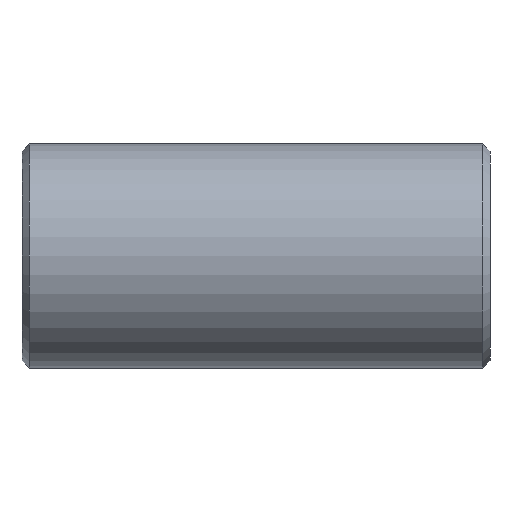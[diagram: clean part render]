
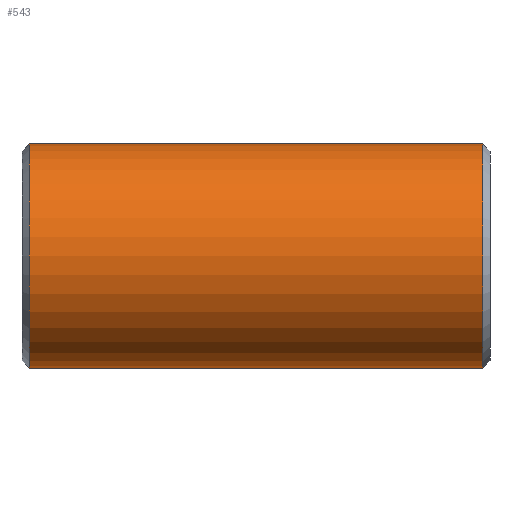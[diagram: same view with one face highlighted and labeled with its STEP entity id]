
A CAD part, front view. The second image highlights one B-rep face of the part: STEP entity #543.
In plain terms, the highlighted cylindrical face has radius 36.513 mm (diameter 73.025 mm), a partial arc.
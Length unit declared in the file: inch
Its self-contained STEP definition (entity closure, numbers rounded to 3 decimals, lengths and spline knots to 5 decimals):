
#5 = CARTESIAN_POINT ( 'NONE',  ( 2.908, 0., -1.4375 ) ) ;
#27 = EDGE_CURVE ( 'NONE', #607, #637, #708, .T. ) ;
#32 = CARTESIAN_POINT ( 'NONE',  ( 3., 0., 0. ) ) ;
#34 = VERTEX_POINT ( 'NONE', #190 ) ;
#38 = FACE_OUTER_BOUND ( 'NONE', #671, .T. ) ;
#43 = DIRECTION ( 'NONE',  ( 1., 0., 0. ) ) ;
#58 = DIRECTION ( 'NONE',  ( -1., 0., 0. ) ) ;
#76 = AXIS2_PLACEMENT_3D ( 'NONE', #372, #429, #434 ) ;
#84 = CARTESIAN_POINT ( 'NONE',  ( -2.908, 0., 0. ) ) ;
#93 = ORIENTED_EDGE ( 'NONE', *, *, #661, .T. ) ;
#190 = CARTESIAN_POINT ( 'NONE',  ( -2.908, 0., 1.4375 ) ) ;
#193 = DIRECTION ( 'NONE',  ( -1., 0., 0. ) ) ;
#211 = VERTEX_POINT ( 'NONE', #451 ) ;
#232 = CIRCLE ( 'NONE', #266, 1.4375 ) ;
#256 = DIRECTION ( 'NONE',  ( 0., 0., 1. ) ) ;
#259 = DIRECTION ( 'NONE',  ( -1., 0., 0. ) ) ;
#266 = AXIS2_PLACEMENT_3D ( 'NONE', #84, #43, #256 ) ;
#269 = ORIENTED_EDGE ( 'NONE', *, *, #27, .F. ) ;
#372 = CARTESIAN_POINT ( 'NONE',  ( 2.908, 0., 0. ) ) ;
#401 = EDGE_CURVE ( 'NONE', #607, #211, #598, .T. ) ;
#406 = VECTOR ( 'NONE', #58, 39.37008 ) ;
#415 = ORIENTED_EDGE ( 'NONE', *, *, #401, .T. ) ;
#429 = DIRECTION ( 'NONE',  ( -1., 0., 0. ) ) ;
#433 = AXIS2_PLACEMENT_3D ( 'NONE', #32, #259, #484 ) ;
#434 = DIRECTION ( 'NONE',  ( 0., 0., -1. ) ) ;
#448 = EDGE_CURVE ( 'NONE', #34, #637, #232, .T. ) ;
#451 = CARTESIAN_POINT ( 'NONE',  ( 2.908, 0., 1.4375 ) ) ;
#466 = CARTESIAN_POINT ( 'NONE',  ( 3., 0., -1.4375 ) ) ;
#471 = ORIENTED_EDGE ( 'NONE', *, *, #448, .T. ) ;
#484 = DIRECTION ( 'NONE',  ( 0., 0., 1. ) ) ;
#542 = CYLINDRICAL_SURFACE ( 'NONE', #433, 1.4375 ) ;
#543 = ADVANCED_FACE ( 'NONE', ( #38 ), #542, .T. ) ;
#565 = LINE ( 'NONE', #617, #406 ) ;
#580 = VECTOR ( 'NONE', #193, 39.37008 ) ;
#598 = CIRCLE ( 'NONE', #76, 1.4375 ) ;
#607 = VERTEX_POINT ( 'NONE', #5 ) ;
#617 = CARTESIAN_POINT ( 'NONE',  ( 3., 0., 1.4375 ) ) ;
#625 = CARTESIAN_POINT ( 'NONE',  ( -2.908, 0., -1.4375 ) ) ;
#637 = VERTEX_POINT ( 'NONE', #625 ) ;
#661 = EDGE_CURVE ( 'NONE', #211, #34, #565, .T. ) ;
#671 = EDGE_LOOP ( 'NONE', ( #269, #415, #93, #471 ) ) ;
#708 = LINE ( 'NONE', #466, #580 ) ;
